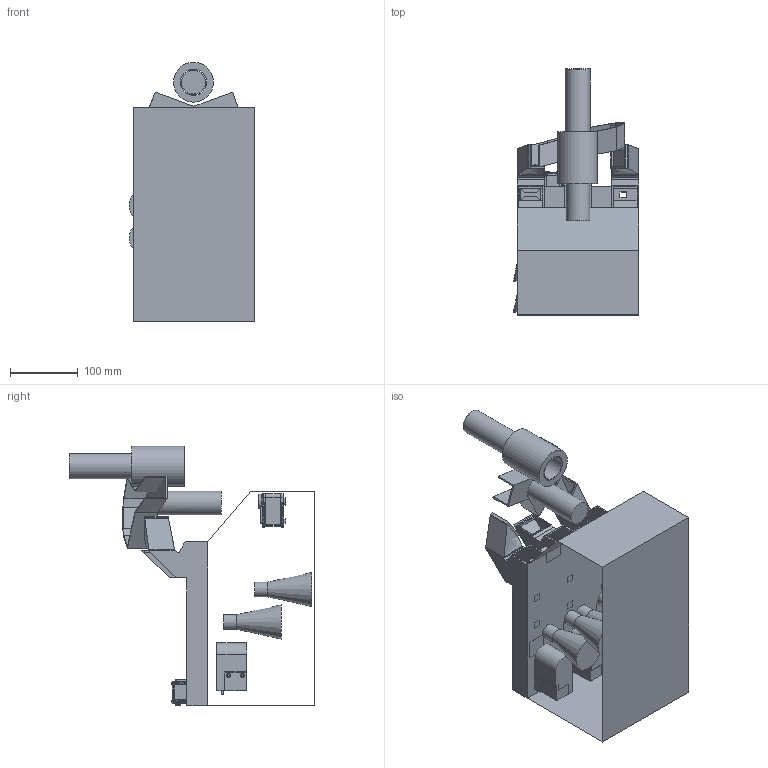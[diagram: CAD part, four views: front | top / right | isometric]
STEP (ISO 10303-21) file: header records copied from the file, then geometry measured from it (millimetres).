
FILE_DESCRIPTION(/* description */ ('','CAx-IF Rec.Pracs.---Representation and Presentation of Product Manufacturing Information (PMI)---4.0---2014-10-13'),/* implementation_level */ '2;1');
FILE_NAME(/* name */ 'KONCEPT sanejs urc2025.step',/* time_stamp */ '2025-02-02T21:57:48+01:00',/* author */ (''),/* organization */ (''),/* preprocessor_version */ 'ST-DEVELOPER v20',/* originating_system */ 'Autodesk Translation Framework v13.20.0.188',/* authorisation */ '');
FILE_SCHEMA (('AP242_MANAGED_MODEL_BASED_3D_ENGINEERING_MIM_LF { 1 0 10303 442 1 1 4 }'));
Length unit declared in the file: millimetre
Products named in the file (22): Złożenie; Zbiornik; Prwadnice zbiornika; LeadScrew Nut 8mm x 2mmPitch (1) v1; Pojemnik na próbki; AX-12A v1; LM8UU; Kolba 50ml; Pojemnik na próbki_1; Component2; Pojemnik na próbki_2; Component1; Component3; Component4; AX-12A v1_1; AX-12A-01; AX-12A-02; AX-12A-03; AX-12A-04; SetScrew; pan head cross recess screw_iso_ISO 7045 - M2.5 x 8 - Z --- 8C; Wiertło model
Assembly tree (45 placements, depth 3):
  Złożenie
    Zbiornik
    Prwadnice zbiornika
      LeadScrew Nut 8mm x 2mmPitch (1) v1
    Kolba 50ml  x6
    Pojemnik na próbki
      Component1
      Component2
      Component3
      Component4
    AX-12A v1
      AX-12A-01
      AX-12A-02
      AX-12A-03
      AX-12A-04
      SetScrew  x4
      pan head cross recess screw_iso_ISO 7045 - M2.5 x 8 - Z --- 8C
    LM8UU
    Pojemnik na próbki_1
      Component1
      Component2
      Component3
      Component4
    Pojemnik na próbki_2
      Component1
      Component3
      Component4
    AX-12A v1_1
      AX-12A-01
      AX-12A-02
      AX-12A-03
      AX-12A-04
      SetScrew  x4
      pan head cross recess screw_iso_ISO 7045 - M2.5 x 8 - Z --- 8C
    Wiertło model
Bounding box: 185.5 x 363.55 x 383.68 mm (x, y, z)
Volume: 1688733.6 mm3; surface area: 754442.2 mm2
Topology: 43 solids, 44 shells, 2291 faces, 6074 edges, 3865 vertices
Faces by surface type: plane 1635, cylinder 381, cone 190, bspline 36, torus 31, sphere 18
Full cylindrical faces by diameter (mm): 1.2 x80, 1.6 x16, 1.7 x8, 1.8 x12, 2 x16, 2.5 x46, 3.3 x8, 3.5 x14, 4 x6, 4.5 x5, 4.6 x3, 5 x5, 5.489 x1, 5.5 x4, 6 x1, 6.46 x1, 8 x9, 9 x2, 9.5 x2, 10 x7, 10.2 x2, 10.8 x2, 12 x1, 13.4 x2, 18.2 x2, 22 x9, 25 x3, 31 x3, 35 x2, 37 x1
Entity records: 39620 total; most frequent: CARTESIAN_POINT 10684, ORIENTED_EDGE 5988, DIRECTION 5590, EDGE_CURVE 2999, LINE 2430, VECTOR 2430, VERTEX_POINT 1916, AXIS2_PLACEMENT_3D 1580
